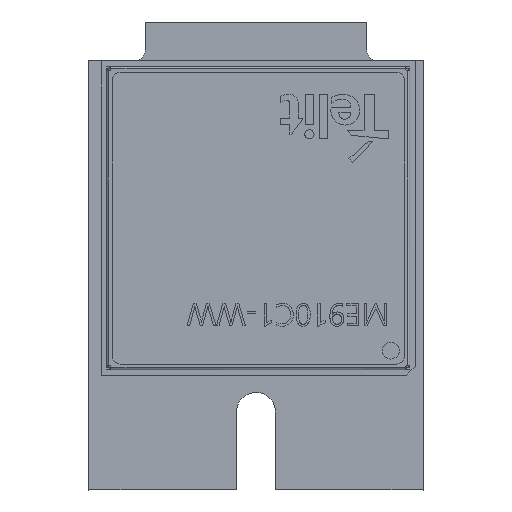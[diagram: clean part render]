
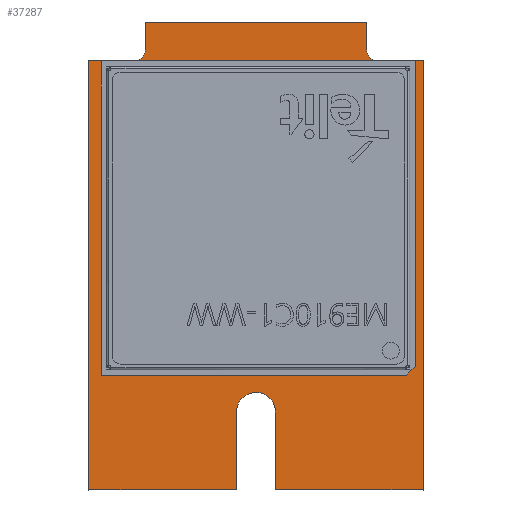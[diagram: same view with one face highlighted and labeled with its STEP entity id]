
A CAD part, top view. The second image highlights one B-rep face of the part: STEP entity #37287.
In plain terms, the highlighted planar face has unit normal (0, 0, 1).
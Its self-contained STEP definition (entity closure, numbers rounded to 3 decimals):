
#770=CIRCLE('',#39664,1.754);
#771=CIRCLE('',#39665,1.);
#772=CIRCLE('',#39666,1.);
#3262=FACE_OUTER_BOUND('',#5617,.T.);
#5617=EDGE_LOOP('',(#33119,#33120,#33121,#33122,#33123,#33124,#33125,#33126,
#33127,#33128,#33129,#33130,#33131,#33132));
#10217=LINE('',#64535,#14842);
#10221=LINE('',#64544,#14846);
#10227=LINE('',#64555,#14852);
#10228=LINE('',#64558,#14853);
#10238=LINE('',#64584,#14863);
#10239=LINE('',#64586,#14864);
#10240=LINE('',#64590,#14865);
#10241=LINE('',#64592,#14866);
#10242=LINE('',#64594,#14867);
#10243=LINE('',#64598,#14868);
#10244=LINE('',#64599,#14869);
#14842=VECTOR('',#48617,10.);
#14846=VECTOR('',#48623,10.);
#14852=VECTOR('',#48631,10.);
#14853=VECTOR('',#48634,10.);
#14863=VECTOR('',#48656,10.);
#14864=VECTOR('',#48657,10.);
#14865=VECTOR('',#48660,10.);
#14866=VECTOR('',#48661,10.);
#14867=VECTOR('',#48662,10.);
#14868=VECTOR('',#48665,10.);
#14869=VECTOR('',#48666,10.);
#18172=VERTEX_POINT('',#64533);
#18173=VERTEX_POINT('',#64534);
#18176=VERTEX_POINT('',#64542);
#18177=VERTEX_POINT('',#64543);
#18181=VERTEX_POINT('',#64553);
#18182=VERTEX_POINT('',#64557);
#18192=VERTEX_POINT('',#64583);
#18193=VERTEX_POINT('',#64585);
#18194=VERTEX_POINT('',#64587);
#18195=VERTEX_POINT('',#64589);
#18196=VERTEX_POINT('',#64591);
#18197=VERTEX_POINT('',#64593);
#18198=VERTEX_POINT('',#64595);
#18199=VERTEX_POINT('',#64597);
#23149=EDGE_CURVE('',#18172,#18173,#10217,.T.);
#23153=EDGE_CURVE('',#18176,#18177,#10221,.T.);
#23159=EDGE_CURVE('',#18181,#18173,#10227,.T.);
#23160=EDGE_CURVE('',#18177,#18182,#10228,.T.);
#23173=EDGE_CURVE('',#18176,#18172,#770,.T.);
#23174=EDGE_CURVE('',#18181,#18192,#10238,.T.);
#23175=EDGE_CURVE('',#18192,#18193,#10239,.T.);
#23176=EDGE_CURVE('',#18194,#18193,#771,.T.);
#23177=EDGE_CURVE('',#18194,#18195,#10240,.T.);
#23178=EDGE_CURVE('',#18195,#18196,#10241,.T.);
#23179=EDGE_CURVE('',#18196,#18197,#10242,.T.);
#23180=EDGE_CURVE('',#18197,#18198,#772,.T.);
#23181=EDGE_CURVE('',#18198,#18199,#10243,.T.);
#23182=EDGE_CURVE('',#18199,#18182,#10244,.T.);
#33119=ORIENTED_EDGE('',*,*,#23153,.F.);
#33120=ORIENTED_EDGE('',*,*,#23173,.T.);
#33121=ORIENTED_EDGE('',*,*,#23149,.T.);
#33122=ORIENTED_EDGE('',*,*,#23159,.F.);
#33123=ORIENTED_EDGE('',*,*,#23174,.T.);
#33124=ORIENTED_EDGE('',*,*,#23175,.T.);
#33125=ORIENTED_EDGE('',*,*,#23176,.F.);
#33126=ORIENTED_EDGE('',*,*,#23177,.T.);
#33127=ORIENTED_EDGE('',*,*,#23178,.T.);
#33128=ORIENTED_EDGE('',*,*,#23179,.T.);
#33129=ORIENTED_EDGE('',*,*,#23180,.T.);
#33130=ORIENTED_EDGE('',*,*,#23181,.T.);
#33131=ORIENTED_EDGE('',*,*,#23182,.T.);
#33132=ORIENTED_EDGE('',*,*,#23160,.F.);
#35132=PLANE('',#39663);
#37287=ADVANCED_FACE('',(#3262),#35132,.F.);
#39663=AXIS2_PLACEMENT_3D('',#64581,#48652,#48653);
#39664=AXIS2_PLACEMENT_3D('',#64582,#48654,#48655);
#39665=AXIS2_PLACEMENT_3D('',#64588,#48658,#48659);
#39666=AXIS2_PLACEMENT_3D('',#64596,#48663,#48664);
#48617=DIRECTION('',(0.,-1.,0.));
#48623=DIRECTION('',(0.,-1.,0.));
#48631=DIRECTION('',(-1.,0.,0.));
#48634=DIRECTION('',(-1.,0.,0.));
#48652=DIRECTION('center_axis',(0.,0.,-1.));
#48653=DIRECTION('ref_axis',(1.,0.,0.));
#48654=DIRECTION('center_axis',(0.,0.,-1.));
#48655=DIRECTION('ref_axis',(-1.,0.,0.));
#48656=DIRECTION('',(0.,1.,0.));
#48657=DIRECTION('',(-1.,0.,0.));
#48658=DIRECTION('center_axis',(0.,0.,1.));
#48659=DIRECTION('ref_axis',(-1.,0.,0.));
#48660=DIRECTION('',(0.,1.,0.));
#48661=DIRECTION('',(-1.,0.,0.));
#48662=DIRECTION('',(0.,-1.,0.));
#48663=DIRECTION('center_axis',(0.,0.,-1.));
#48664=DIRECTION('ref_axis',(1.,0.,0.));
#48665=DIRECTION('',(-1.,0.,0.));
#48666=DIRECTION('',(0.,-1.,0.));
#64533=CARTESIAN_POINT('',(-27.55,10.397,3.342));
#64534=CARTESIAN_POINT('',(-27.55,3.4,3.342));
#64535=CARTESIAN_POINT('',(-27.55,10.4,3.342));
#64542=CARTESIAN_POINT('',(-31.05,10.237,3.342));
#64543=CARTESIAN_POINT('',(-31.05,3.4,3.342));
#64544=CARTESIAN_POINT('',(-31.05,10.4,3.342));
#64553=CARTESIAN_POINT('',(-14.3,3.4,3.342));
#64555=CARTESIAN_POINT('',(-27.55,3.4,3.342));
#64557=CARTESIAN_POINT('',(-44.3,3.4,3.342));
#64558=CARTESIAN_POINT('',(-27.55,3.4,3.342));
#64581=CARTESIAN_POINT('Origin',(-41.762,42.15,3.342));
#64582=CARTESIAN_POINT('Origin',(-29.303,10.396,3.342));
#64583=CARTESIAN_POINT('',(-14.3,41.9,3.342));
#64584=CARTESIAN_POINT('',(-14.3,10.4,3.342));
#64585=CARTESIAN_POINT('',(-18.375,41.9,3.342));
#64586=CARTESIAN_POINT('',(-14.3,41.9,3.342));
#64587=CARTESIAN_POINT('',(-19.375,42.9,3.342));
#64588=CARTESIAN_POINT('Origin',(-18.375,42.9,3.342));
#64589=CARTESIAN_POINT('',(-19.375,45.4,3.342));
#64590=CARTESIAN_POINT('',(-19.375,42.4,3.342));
#64591=CARTESIAN_POINT('',(-39.225,45.4,3.342));
#64592=CARTESIAN_POINT('',(-19.375,45.4,3.342));
#64593=CARTESIAN_POINT('',(-39.225,42.9,3.342));
#64594=CARTESIAN_POINT('',(-39.225,45.4,3.342));
#64595=CARTESIAN_POINT('',(-40.225,41.9,3.342));
#64596=CARTESIAN_POINT('Origin',(-40.225,42.9,3.342));
#64597=CARTESIAN_POINT('',(-44.3,41.9,3.342));
#64598=CARTESIAN_POINT('',(-44.3,41.9,3.342));
#64599=CARTESIAN_POINT('',(-44.3,41.4,3.342));
